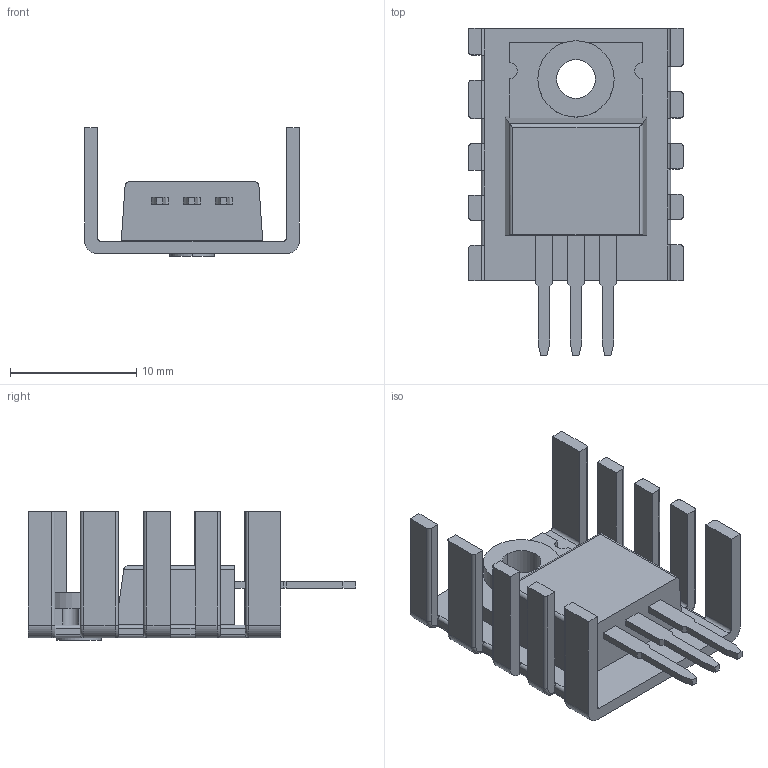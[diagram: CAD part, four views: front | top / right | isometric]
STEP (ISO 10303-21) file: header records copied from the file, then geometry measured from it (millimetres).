
FILE_DESCRIPTION (( 'STEP AP214' ), '1' );
FILE_NAME ('User Library-Package T0-220AB With Heatsing Vertical Mount.STEP', '2015-10-28T13:01:23', ( 'Windows User' ), ( '' ), 'SwSTEP 2.0', 'SolidWorks 2015', '' );
FILE_SCHEMA (( 'AUTOMOTIVE_DESIGN' ));
Length unit declared in the file: millimetre
Products named in the file (4): User Library-Package T0-220AB With Heatsing Vertical Mount_Disipador TO-220_Predeterminado; User Library-Package T0-220AB With Heatsing Vertical Mount; User Library-Package T0-220AB With Heatsing Vertical Mount_Tornillo Plástico_Predeterminado; User Library-Package T0-220AB With Heatsing Vertical Mount_TO220AB-SHORT
Assembly tree (3 placements, depth 2):
  User Library-Package T0-220AB With Heatsing Vertical Mount
    User Library-Package T0-220AB With Heatsing Vertical Mount_Disipador TO-220_Predeterminado
    User Library-Package T0-220AB With Heatsing Vertical Mount_TO220AB-SHORT
    User Library-Package T0-220AB With Heatsing Vertical Mount_Tornillo Plástico_Predeterminado
Bounding box: 17 x 25.93 x 10.22 mm (x, y, z)
Volume: 1099.7 mm3; surface area: 2042.7 mm2
Topology: 3 solids, 3 shells, 205 faces, 513 edges, 318 vertices
Faces by surface type: plane 112, cylinder 79, torus 14
Entity records: 6824 total; most frequent: CARTESIAN_POINT 1096, DIRECTION 1057, ORIENTED_EDGE 1026, EDGE_CURVE 513, LINE 355, VECTOR 355, AXIS2_PLACEMENT_3D 351, VERTEX_POINT 318
